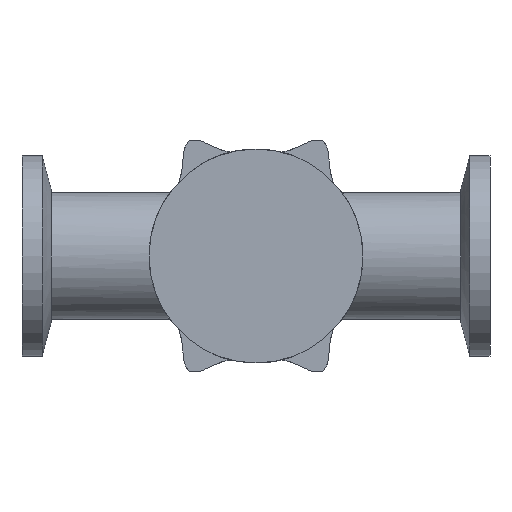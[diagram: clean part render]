
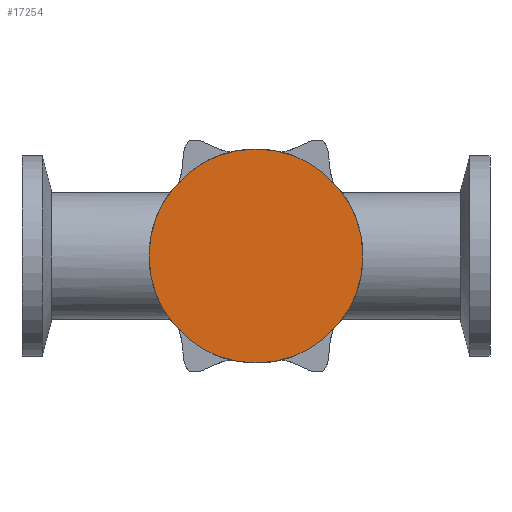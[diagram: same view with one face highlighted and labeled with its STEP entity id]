
A CAD part, front view. The second image highlights one B-rep face of the part: STEP entity #17254.
In plain terms, the highlighted planar face has unit normal (0, -1, 0).
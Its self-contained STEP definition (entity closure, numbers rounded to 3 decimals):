
#1425 = EDGE_LOOP ( 'NONE', ( #25846, #2901 ) ) ;
#2901 = ORIENTED_EDGE ( 'NONE', *, *, #39253, .F. ) ;
#3606 = CIRCLE ( 'NONE', #35254, 16. ) ;
#3640 = CARTESIAN_POINT ( 'NONE',  ( 0., -18., 0. ) ) ;
#4258 = DIRECTION ( 'NONE',  ( 0., 0., 1. ) ) ;
#4524 = CARTESIAN_POINT ( 'NONE',  ( 0., -18., 0. ) ) ;
#5241 = FACE_OUTER_BOUND ( 'NONE', #1425, .T. ) ;
#10768 = VERTEX_POINT ( 'NONE', #21972 ) ;
#13801 = DIRECTION ( 'NONE',  ( 0., 0., 1. ) ) ;
#17254 = ADVANCED_FACE ( 'NONE', ( #5241 ), #34712, .F. ) ;
#17644 = CARTESIAN_POINT ( 'NONE',  ( 0., -18., 16. ) ) ;
#17942 = CARTESIAN_POINT ( 'NONE',  ( 0., -18., 0. ) ) ;
#21972 = CARTESIAN_POINT ( 'NONE',  ( 0., -18., -16. ) ) ;
#22732 = EDGE_CURVE ( 'NONE', #10768, #34964, #3606, .T. ) ;
#25846 = ORIENTED_EDGE ( 'NONE', *, *, #22732, .F. ) ;
#28160 = DIRECTION ( 'NONE',  ( 0., 1., 0. ) ) ;
#34712 = PLANE ( 'NONE',  #48399 ) ;
#34964 = VERTEX_POINT ( 'NONE', #17644 ) ;
#35254 = AXIS2_PLACEMENT_3D ( 'NONE', #4524, #38687, #4258 ) ;
#38687 = DIRECTION ( 'NONE',  ( 0., 1., 0. ) ) ;
#39253 = EDGE_CURVE ( 'NONE', #34964, #10768, #39768, .T. ) ;
#39768 = CIRCLE ( 'NONE', #46838, 16. ) ;
#46838 = AXIS2_PLACEMENT_3D ( 'NONE', #3640, #28160, #54322 ) ;
#48399 = AXIS2_PLACEMENT_3D ( 'NONE', #17942, #51524, #13801 ) ;
#51524 = DIRECTION ( 'NONE',  ( 0., 1., 0. ) ) ;
#54322 = DIRECTION ( 'NONE',  ( 0., 0., 1. ) ) ;
